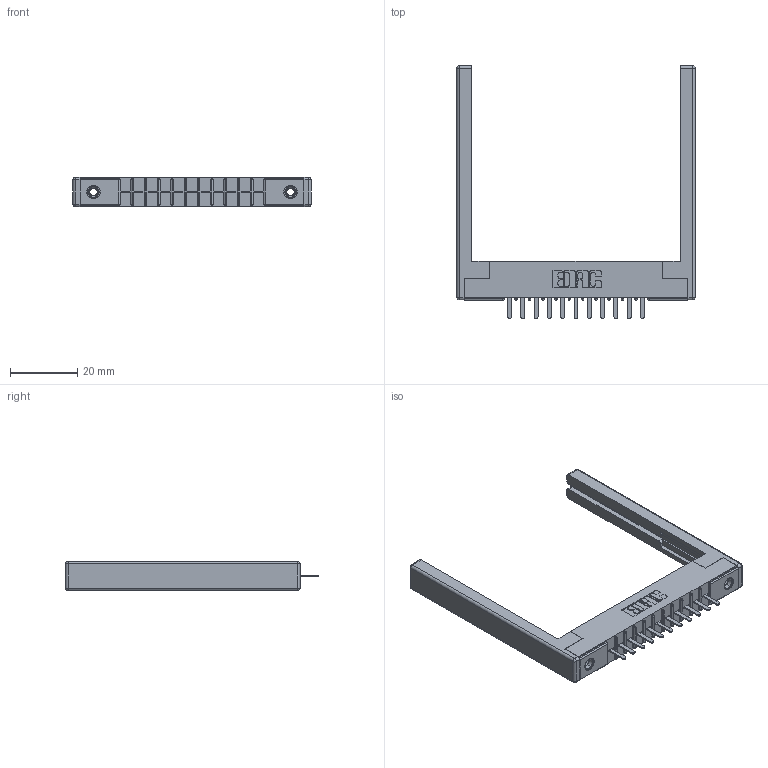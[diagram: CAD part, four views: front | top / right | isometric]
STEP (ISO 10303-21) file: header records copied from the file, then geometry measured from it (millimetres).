
FILE_DESCRIPTION (( 'STEP AP203' ), '1' );
FILE_NAME ('306-011-520-168.STEP', '2019-09-11T19:26:23', ( '' ), ( '' ), 'SwSTEP 2.0', 'SolidWorks 2016', '' );
FILE_SCHEMA (( 'CONFIG_CONTROL_DESIGN' ));
Length unit declared in the file: inch
Products named in the file (5): 306 Part_.156 Dia; 345-250-001_345-250-001-102; 306-011-520-168; 307-220-068; 306-290-001_120
Assembly tree (16 placements, depth 2):
  306-011-520-168
    306 Part_.156 Dia
    306-290-001_120  x11
    345-250-001_345-250-001-102  x2
    307-220-068  x2
Bounding box: 71.02 x 75.41 x 8.71 mm (x, y, z)
Volume: 9354.5 mm3; surface area: 10882.5 mm2
Topology: 16 solids, 16 shells, 1040 faces, 2873 edges, 1834 vertices
Faces by surface type: plane 673, cylinder 299, sphere 52, cone 12, torus 4
Entity records: 16989 total; most frequent: CARTESIAN_POINT 2813, DIRECTION 2790, ORIENTED_EDGE 2776, EDGE_CURVE 1388, LINE 1064, VECTOR 1064, VERTEX_POINT 886, AXIS2_PLACEMENT_3D 863
